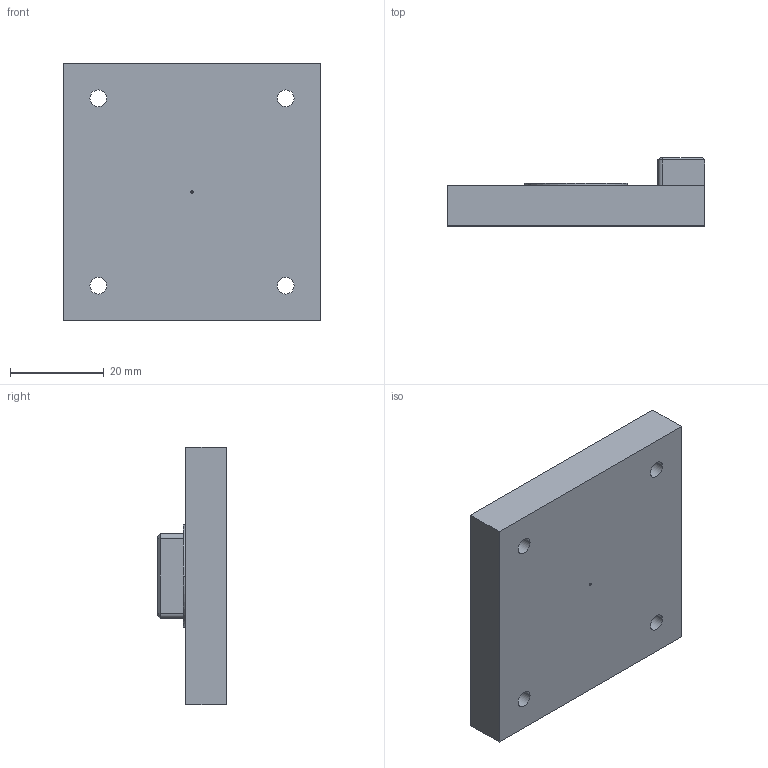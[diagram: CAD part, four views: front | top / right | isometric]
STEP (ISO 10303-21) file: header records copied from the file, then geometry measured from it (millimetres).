
FILE_DESCRIPTION (( 'STEP AP214' ), '1' );
FILE_NAME ('main block.STEP', '2025-09-23T22:16:09', ( '' ), ( '' ), 'SwSTEP 2.0', 'SolidWorks 2025', '' );
FILE_SCHEMA (( 'AUTOMOTIVE_DESIGN' ));
Length unit declared in the file: millimetre
Products named in the file (1): main block
Bounding box: 55 x 14.64 x 55 mm (x, y, z)
Volume: 25701.1 mm3; surface area: 9192 mm2
Topology: 1 solids, 1 shells, 70 faces, 160 edges, 98 vertices
Faces by surface type: cylinder 29, plane 21, cone 16, torus 4
Entity records: 2061 total; most frequent: CARTESIAN_POINT 378, DIRECTION 376, ORIENTED_EDGE 320, EDGE_CURVE 160, AXIS2_PLACEMENT_3D 150, VERTEX_POINT 98, EDGE_LOOP 88, CIRCLE 79
